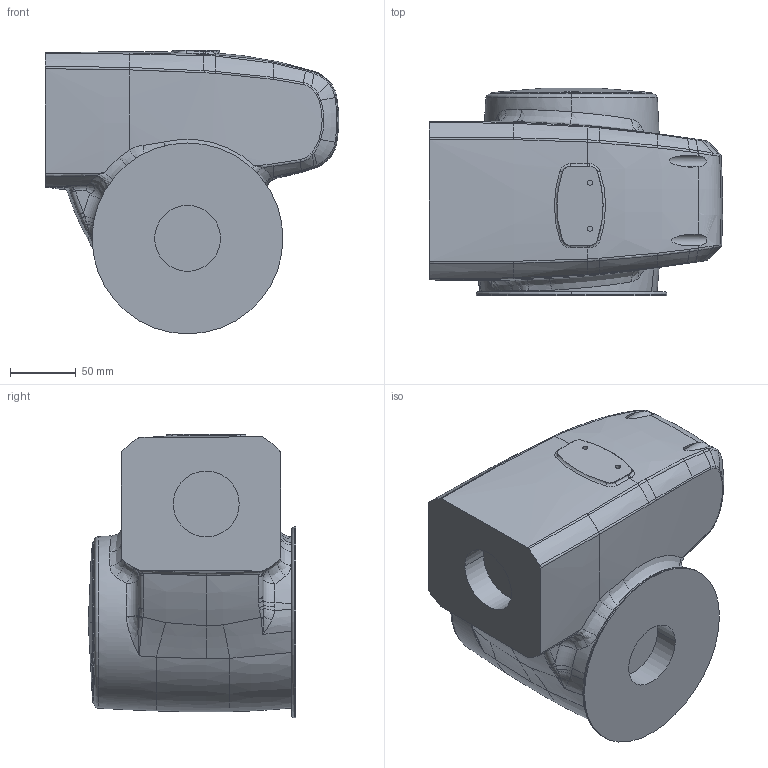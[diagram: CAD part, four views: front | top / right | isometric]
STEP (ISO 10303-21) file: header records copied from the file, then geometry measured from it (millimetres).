
FILE_DESCRIPTION (( 'STEP AP203' ), '1' );
FILE_NAME ('link3_Default_sldprt.STEP', '2022-03-24T08:54:52', ( '' ), ( '' ), 'SwSTEP 2.0', 'SolidWorks 2021', '' );
FILE_SCHEMA (( 'CONFIG_CONTROL_DESIGN' ));
Length unit declared in the file: millimetre
Products named in the file (1): link3_Default_sldprt
Bounding box: 222.79 x 157.59 x 215.5 mm (x, y, z)
Volume: 4296426 mm3; surface area: 176402.3 mm2
Topology: 1 solids, 1 shells, 491 faces, 1219 edges, 747 vertices
Faces by surface type: bspline 182, plane 129, cylinder 100, torus 54, sphere 26
Entity records: 23543 total; most frequent: CARTESIAN_POINT 13208, ORIENTED_EDGE 2436, DIRECTION 1839, EDGE_CURVE 1218, AXIS2_PLACEMENT_3D 806, VERTEX_POINT 747, EDGE_LOOP 509, CIRCLE 496
